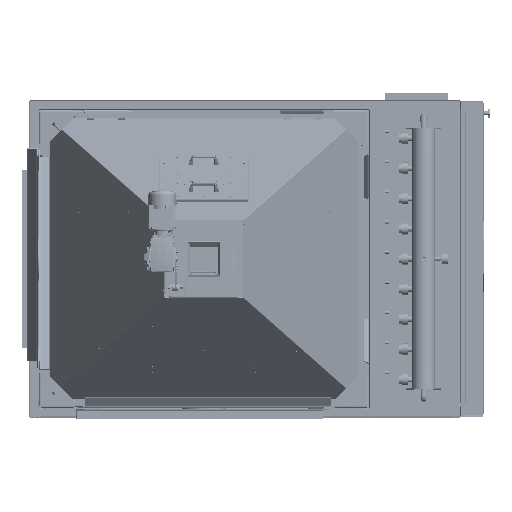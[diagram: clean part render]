
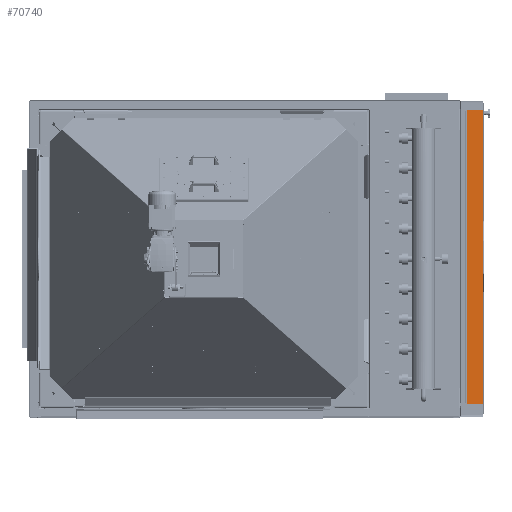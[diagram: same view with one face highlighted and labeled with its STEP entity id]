
A CAD part, front view. The second image highlights one B-rep face of the part: STEP entity #70740.
In plain terms, the highlighted face is planar.
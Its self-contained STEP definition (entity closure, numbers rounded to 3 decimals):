
#24938 = DIRECTION ( 'NONE',  ( 0., 0., -1. ) ) ;
#25446 = ORIENTED_EDGE ( 'NONE', *, *, #34510, .F. ) ;
#26055 = DIRECTION ( 'NONE',  ( -1., 0., 0. ) ) ;
#33117 = CARTESIAN_POINT ( 'NONE',  ( 827.146, 90., 653. ) ) ;
#34510 = EDGE_CURVE ( 'NONE', #152445, #34928, #63372, .T. ) ;
#34599 = CARTESIAN_POINT ( 'NONE',  ( -827.146, 2.4, 653. ) ) ;
#34928 = VERTEX_POINT ( 'NONE', #34599 ) ;
#42022 = CARTESIAN_POINT ( 'NONE',  ( 0., 0., 653. ) ) ;
#43712 = ORIENTED_EDGE ( 'NONE', *, *, #201909, .T. ) ;
#56946 = CARTESIAN_POINT ( 'NONE',  ( 827.146, 0., 653. ) ) ;
#63372 = LINE ( 'NONE', #83699, #107967 ) ;
#63681 = EDGE_CURVE ( 'NONE', #34928, #200833, #135293, .T. ) ;
#67822 = DIRECTION ( 'NONE',  ( -1., 0., 0. ) ) ;
#69464 = CARTESIAN_POINT ( 'NONE',  ( -827.146, 0., 653. ) ) ;
#70740 = ADVANCED_FACE ( 'NONE', ( #93063 ), #161226, .F. ) ;
#75028 = DIRECTION ( 'NONE',  ( 0., 1., 0. ) ) ;
#77754 = LINE ( 'NONE', #186628, #106015 ) ;
#83699 = CARTESIAN_POINT ( 'NONE',  ( -828.5, 2.4, 653. ) ) ;
#93063 = FACE_OUTER_BOUND ( 'NONE', #166012, .T. ) ;
#106015 = VECTOR ( 'NONE', #219629, 1000. ) ;
#107967 = VECTOR ( 'NONE', #67822, 1000. ) ;
#129114 = CARTESIAN_POINT ( 'NONE',  ( -827.146, 90., 653. ) ) ;
#135293 = LINE ( 'NONE', #69464, #184495 ) ;
#138673 = DIRECTION ( 'NONE',  ( 0., 1., 0. ) ) ;
#147849 = VECTOR ( 'NONE', #75028, 1000. ) ;
#147947 = ORIENTED_EDGE ( 'NONE', *, *, #63681, .F. ) ;
#152445 = VERTEX_POINT ( 'NONE', #198821 ) ;
#161226 = PLANE ( 'NONE',  #175785 ) ;
#166012 = EDGE_LOOP ( 'NONE', ( #25446, #43712, #190506, #147947 ) ) ;
#175785 = AXIS2_PLACEMENT_3D ( 'NONE', #42022, #24938, #26055 ) ;
#179487 = LINE ( 'NONE', #56946, #147849 ) ;
#184495 = VECTOR ( 'NONE', #138673, 1000. ) ;
#186170 = VERTEX_POINT ( 'NONE', #33117 ) ;
#186628 = CARTESIAN_POINT ( 'NONE',  ( 0., 90., 653. ) ) ;
#188391 = EDGE_CURVE ( 'NONE', #186170, #200833, #77754, .T. ) ;
#190506 = ORIENTED_EDGE ( 'NONE', *, *, #188391, .T. ) ;
#198821 = CARTESIAN_POINT ( 'NONE',  ( 827.146, 2.4, 653. ) ) ;
#200833 = VERTEX_POINT ( 'NONE', #129114 ) ;
#201909 = EDGE_CURVE ( 'NONE', #152445, #186170, #179487, .T. ) ;
#219629 = DIRECTION ( 'NONE',  ( -1., 0., 0. ) ) ;
